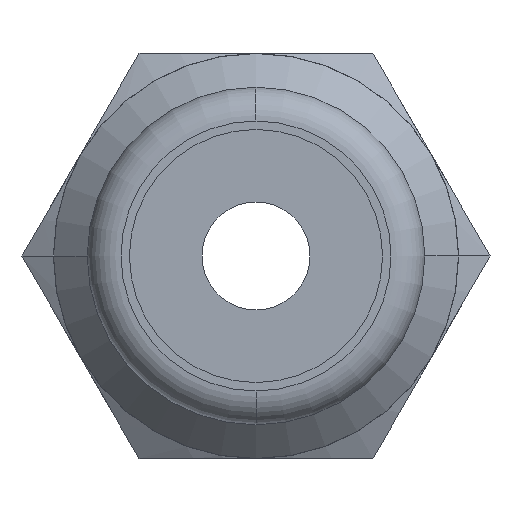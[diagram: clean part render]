
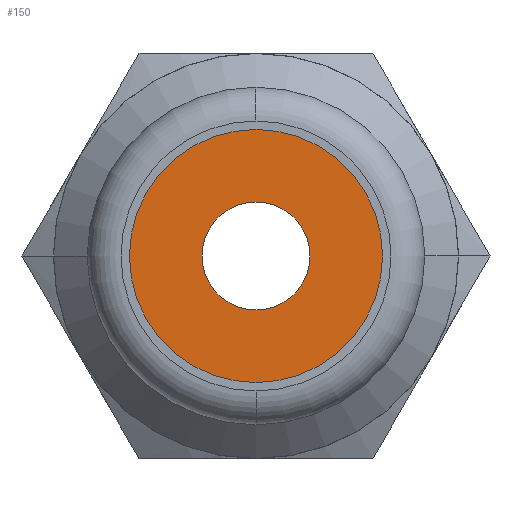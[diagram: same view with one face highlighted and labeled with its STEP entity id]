
A CAD part, front view. The second image highlights one B-rep face of the part: STEP entity #150.
In plain terms, the highlighted planar face has unit normal (0, -1, 0).
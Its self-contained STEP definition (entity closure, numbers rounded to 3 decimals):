
#150=ADVANCED_FACE('',(#317,#318),#319,.F.);
#317=FACE_BOUND('',#498,.T.);
#318=FACE_OUTER_BOUND('',#499,.T.);
#319=PLANE('',#500);
#498=EDGE_LOOP('',(#858,#859));
#499=EDGE_LOOP('',(#860,#861));
#500=AXIS2_PLACEMENT_3D('',#862,#863,#864);
#858=ORIENTED_EDGE('',*,*,#1165,.F.);
#859=ORIENTED_EDGE('',*,*,#1076,.F.);
#860=ORIENTED_EDGE('',*,*,#1035,.F.);
#861=ORIENTED_EDGE('',*,*,#1166,.F.);
#862=CARTESIAN_POINT('',(0.0,24.0,0.0));
#863=DIRECTION('',(-0.0,1.0,0.0));
#864=DIRECTION('',(1.0,0.0,0.0));
#1035=EDGE_CURVE('',#1215,#1218,#1219,.T.);
#1076=EDGE_CURVE('',#1286,#1288,#1289,.T.);
#1165=EDGE_CURVE('',#1288,#1286,#1409,.T.);
#1166=EDGE_CURVE('',#1218,#1215,#1410,.T.);
#1215=VERTEX_POINT('',#1459);
#1218=VERTEX_POINT('',#1463);
#1219=CIRCLE('',#1464,3.75);
#1286=VERTEX_POINT('',#1566);
#1288=VERTEX_POINT('',#1569);
#1289=CIRCLE('',#1570,1.6);
#1409=CIRCLE('',#1934,1.6);
#1410=CIRCLE('',#1935,3.75);
#1459=CARTESIAN_POINT('',(3.75,24.0,0.0));
#1463=CARTESIAN_POINT('',(-3.75,24.0,0.));
#1464=AXIS2_PLACEMENT_3D('',#2008,#2009,#2010);
#1566=CARTESIAN_POINT('',(1.6,24.0,0.));
#1569=CARTESIAN_POINT('',(-1.6,24.0,0.));
#1570=AXIS2_PLACEMENT_3D('',#2070,#2071,#2072);
#1934=AXIS2_PLACEMENT_3D('',#2173,#2174,#2175);
#1935=AXIS2_PLACEMENT_3D('',#2176,#2177,#2178);
#2008=CARTESIAN_POINT('',(0.0,24.0,0.0));
#2009=DIRECTION('',(-0.0,1.0,0.0));
#2010=DIRECTION('',(1.0,0.0,0.0));
#2070=CARTESIAN_POINT('',(0.0,24.0,0.0));
#2071=DIRECTION('',(0.0,-1.0,0.0));
#2072=DIRECTION('',(1.0,0.0,0.0));
#2173=CARTESIAN_POINT('',(0.0,24.0,0.0));
#2174=DIRECTION('',(0.0,-1.0,0.0));
#2175=DIRECTION('',(1.0,0.0,0.0));
#2176=CARTESIAN_POINT('',(0.0,24.0,0.0));
#2177=DIRECTION('',(-0.0,1.0,0.0));
#2178=DIRECTION('',(1.0,0.0,0.0));
